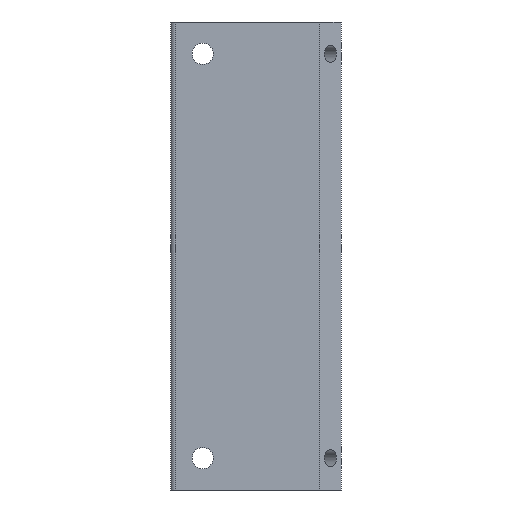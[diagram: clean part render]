
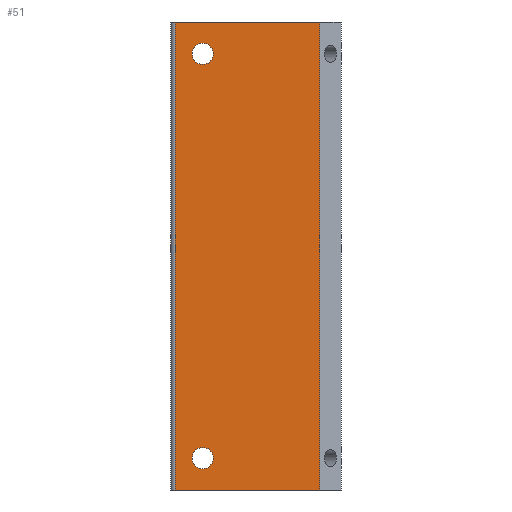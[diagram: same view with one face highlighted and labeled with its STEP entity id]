
A CAD part, left-side view. The second image highlights one B-rep face of the part: STEP entity #51.
In plain terms, the highlighted planar face has unit normal (-1, 0, 0).
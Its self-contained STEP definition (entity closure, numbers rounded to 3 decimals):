
#51=ADVANCED_FACE('',(#135,#137,#139),#141,.T.);
#135=FACE_BOUND('',#136,.T.);
#136=EDGE_LOOP('',(#574,#575,#576,#577));
#137=FACE_BOUND('',#138,.T.);
#138=EDGE_LOOP('',(#578));
#139=FACE_BOUND('',#140,.T.);
#140=EDGE_LOOP('',(#579));
#141=PLANE('',#142);
#142=AXIS2_PLACEMENT_3D('',#143,#144,#145);
#143=CARTESIAN_POINT('',(-20.,20.,0.));
#144=DIRECTION('',(-1.,0.,0.));
#145=DIRECTION('',(0.,-1.,0.));
#574=ORIENTED_EDGE('',*,*,#862,.F.);
#575=ORIENTED_EDGE('',*,*,#863,.T.);
#576=ORIENTED_EDGE('',*,*,#864,.T.);
#577=ORIENTED_EDGE('',*,*,#865,.F.);
#578=ORIENTED_EDGE('',*,*,#866,.T.);
#579=ORIENTED_EDGE('',*,*,#867,.T.);
#862=EDGE_CURVE('',#1024,#1025,#1026,.T.);
#863=EDGE_CURVE('',#1024,#1027,#1028,.T.);
#864=EDGE_CURVE('',#1027,#1029,#1030,.T.);
#865=EDGE_CURVE('',#1025,#1029,#1031,.T.);
#866=EDGE_CURVE('',#1032,#1032,#1033,.T.);
#867=EDGE_CURVE('',#1034,#1034,#1035,.T.);
#1024=VERTEX_POINT('',#1314);
#1025=VERTEX_POINT('',#1315);
#1026=LINE('',#1316,#1317);
#1027=VERTEX_POINT('',#1319);
#1028=LINE('',#1320,#1321);
#1029=VERTEX_POINT('',#1323);
#1030=LINE('',#1324,#1325);
#1031=LINE('',#1327,#1328);
#1032=VERTEX_POINT('',#1330);
#1033=CIRCLE('',#1331,2.5);
#1034=VERTEX_POINT('',#1335);
#1035=CIRCLE('',#1336,2.5);
#1314=CARTESIAN_POINT('',(-20.,19.,0.));
#1315=CARTESIAN_POINT('',(-20.,19.,110.));
#1316=CARTESIAN_POINT('',(-20.,19.,0.));
#1317=VECTOR('',#1318,1.);
#1318=DIRECTION('',(0.,0.,1.));
#1319=CARTESIAN_POINT('',(-20.,-15.,0.));
#1320=CARTESIAN_POINT('',(-20.,19.,0.));
#1321=VECTOR('',#1322,1.);
#1322=DIRECTION('',(0.,-1.,0.));
#1323=CARTESIAN_POINT('',(-20.,-15.,110.));
#1324=CARTESIAN_POINT('',(-20.,-15.,0.));
#1325=VECTOR('',#1326,1.);
#1326=DIRECTION('',(0.,0.,1.));
#1327=CARTESIAN_POINT('',(-20.,19.,110.));
#1328=VECTOR('',#1329,1.);
#1329=DIRECTION('',(0.,-1.,0.));
#1330=CARTESIAN_POINT('',(-20.,15.,7.5));
#1331=AXIS2_PLACEMENT_3D('',#1332,#1333,#1334);
#1332=CARTESIAN_POINT('',(-20.,12.5,7.5));
#1333=DIRECTION('',(1.,0.,0.));
#1334=DIRECTION('',(0.,1.,0.));
#1335=CARTESIAN_POINT('',(-20.,15.,102.5));
#1336=AXIS2_PLACEMENT_3D('',#1337,#1338,#1339);
#1337=CARTESIAN_POINT('',(-20.,12.5,102.5));
#1338=DIRECTION('',(1.,0.,0.));
#1339=DIRECTION('',(0.,1.,0.));
